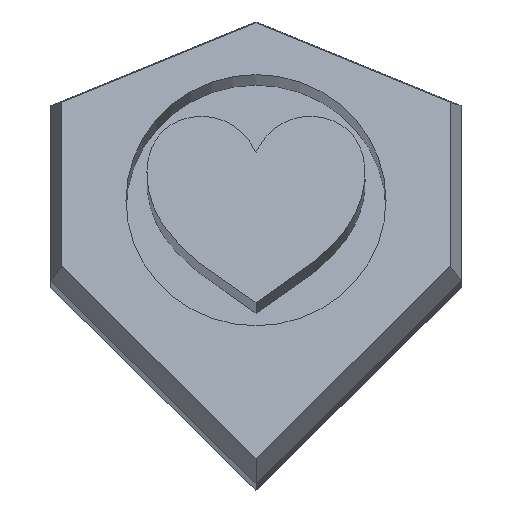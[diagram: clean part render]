
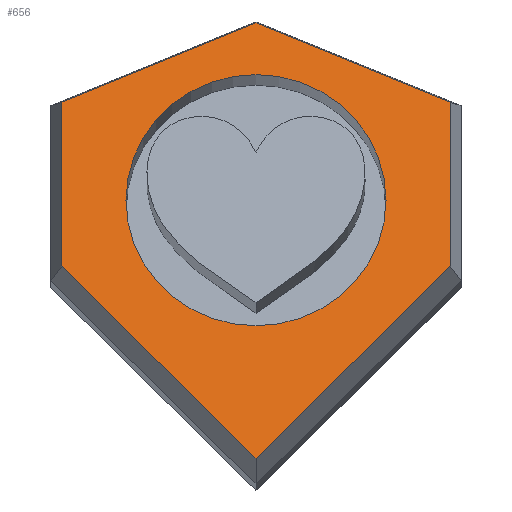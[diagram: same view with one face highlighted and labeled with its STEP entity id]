
A CAD part, front view. The second image highlights one B-rep face of the part: STEP entity #656.
In plain terms, the highlighted planar face has unit normal (0, -0.966, 0.259).
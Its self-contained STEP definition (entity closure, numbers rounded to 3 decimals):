
#66=FACE_BOUND('',#158,.T.);
#67=CIRCLE('',#709,3.183);
#88=PLANE('',#712);
#114=FACE_OUTER_BOUND('',#157,.T.);
#157=EDGE_LOOP('',(#466,#467,#468,#469,#470,#471));
#158=EDGE_LOOP('',(#472));
#198=LINE('',#1103,#242);
#199=LINE('',#1105,#243);
#200=LINE('',#1107,#244);
#201=LINE('',#1109,#245);
#202=LINE('',#1111,#246);
#203=LINE('',#1112,#247);
#242=VECTOR('',#768,10.);
#243=VECTOR('',#769,10.);
#244=VECTOR('',#770,10.);
#245=VECTOR('',#771,10.);
#246=VECTOR('',#772,10.);
#247=VECTOR('',#773,10.);
#291=VERTEX_POINT('',#1094);
#293=VERTEX_POINT('',#1101);
#294=VERTEX_POINT('',#1102);
#295=VERTEX_POINT('',#1104);
#296=VERTEX_POINT('',#1106);
#297=VERTEX_POINT('',#1108);
#298=VERTEX_POINT('',#1110);
#355=EDGE_CURVE('',#291,#291,#67,.T.);
#358=EDGE_CURVE('',#293,#294,#198,.T.);
#359=EDGE_CURVE('',#295,#293,#199,.T.);
#360=EDGE_CURVE('',#296,#295,#200,.T.);
#361=EDGE_CURVE('',#296,#297,#201,.T.);
#362=EDGE_CURVE('',#297,#298,#202,.T.);
#363=EDGE_CURVE('',#294,#298,#203,.F.);
#466=ORIENTED_EDGE('',*,*,#358,.F.);
#467=ORIENTED_EDGE('',*,*,#359,.F.);
#468=ORIENTED_EDGE('',*,*,#360,.F.);
#469=ORIENTED_EDGE('',*,*,#361,.T.);
#470=ORIENTED_EDGE('',*,*,#362,.T.);
#471=ORIENTED_EDGE('',*,*,#363,.F.);
#472=ORIENTED_EDGE('',*,*,#355,.T.);
#656=ADVANCED_FACE('',(#114,#66),#88,.F.);
#709=AXIS2_PLACEMENT_3D('',#1095,#759,#760);
#712=AXIS2_PLACEMENT_3D('',#1100,#766,#767);
#759=DIRECTION('center_axis',(0.,0.966,-0.259));
#760=DIRECTION('ref_axis',(1.,0.,0.));
#766=DIRECTION('center_axis',(0.,0.966,-0.259));
#767=DIRECTION('ref_axis',(0.,0.259,0.966));
#768=DIRECTION('',(0.921,0.101,0.377));
#769=DIRECTION('',(0.,0.259,0.966));
#770=DIRECTION('',(-0.699,0.185,0.691));
#771=DIRECTION('',(0.699,0.185,0.691));
#772=DIRECTION('',(0.,0.259,0.966));
#773=DIRECTION('',(-0.921,0.101,0.377));
#1094=CARTESIAN_POINT('',(-3.183,-4.273,0.603));
#1095=CARTESIAN_POINT('Origin',(0.,-4.273,
0.603));
#1100=CARTESIAN_POINT('Origin',(-0.767,-3.035,5.224));
#1101=CARTESIAN_POINT('',(-4.753,-3.632,2.997));
#1102=CARTESIAN_POINT('',(0.,-3.111,4.943));
#1103=CARTESIAN_POINT('',(0.105,-3.099,4.986));
#1104=CARTESIAN_POINT('',(-4.753,-4.705,-1.007));
#1105=CARTESIAN_POINT('',(-4.753,-3.586,3.169));
#1106=CARTESIAN_POINT('',(0.,-5.965,-5.709));
#1107=CARTESIAN_POINT('',(-4.829,-4.685,-0.932));
#1108=CARTESIAN_POINT('',(4.753,-4.705,-1.007));
#1109=CARTESIAN_POINT('',(2.546,-5.29,-3.191));
#1110=CARTESIAN_POINT('',(4.753,-3.632,2.997));
#1111=CARTESIAN_POINT('',(4.753,-3.586,3.169));
#1112=CARTESIAN_POINT('',(2.081,-3.339,4.091));
